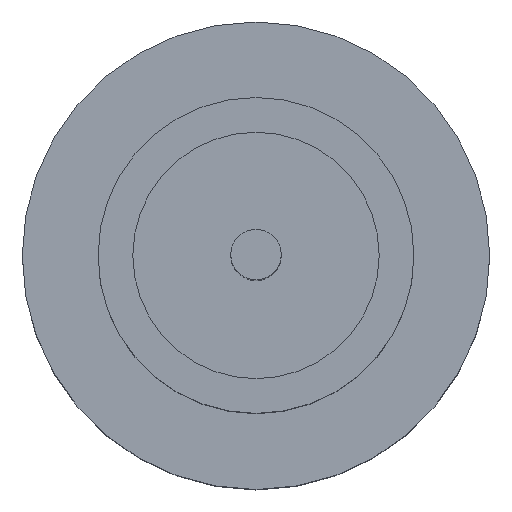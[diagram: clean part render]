
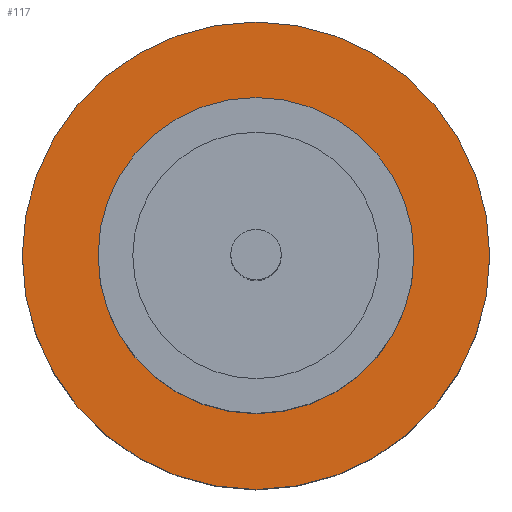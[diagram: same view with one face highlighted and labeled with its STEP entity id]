
A CAD part, top view. The second image highlights one B-rep face of the part: STEP entity #117.
In plain terms, the highlighted planar face has unit normal (0, 0, 1).
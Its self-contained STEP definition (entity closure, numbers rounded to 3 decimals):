
#117 = ADVANCED_FACE ( 'NONE', ( #566, #586 ), #170, .T. ) ;
#137 = AXIS2_PLACEMENT_3D ( 'NONE', #155, #271, #738 ) ;
#154 = ORIENTED_EDGE ( 'NONE', *, *, #321, .T. ) ;
#155 = CARTESIAN_POINT ( 'NONE',  ( 0., 0., 1.55 ) ) ;
#160 = DIRECTION ( 'NONE',  ( 0., 0., 1. ) ) ;
#170 = PLANE ( 'NONE',  #621 ) ;
#173 = CARTESIAN_POINT ( 'NONE',  ( 1.85, 0., 1.55 ) ) ;
#193 = EDGE_LOOP ( 'NONE', ( #678, #154 ) ) ;
#203 = AXIS2_PLACEMENT_3D ( 'NONE', #855, #320, #536 ) ;
#209 = ORIENTED_EDGE ( 'NONE', *, *, #759, .F. ) ;
#234 = EDGE_CURVE ( 'NONE', #364, #761, #848, .T. ) ;
#244 = CARTESIAN_POINT ( 'NONE',  ( 0., 0., 1.55 ) ) ;
#260 = AXIS2_PLACEMENT_3D ( 'NONE', #705, #366, #667 ) ;
#271 = DIRECTION ( 'NONE',  ( 0., 0., 1. ) ) ;
#290 = EDGE_CURVE ( 'NONE', #852, #712, #698, .T. ) ;
#304 = DIRECTION ( 'NONE',  ( 1., 0., 0. ) ) ;
#320 = DIRECTION ( 'NONE',  ( 0., 0., 1. ) ) ;
#321 = EDGE_CURVE ( 'NONE', #761, #364, #768, .T. ) ;
#364 = VERTEX_POINT ( 'NONE', #803 ) ;
#366 = DIRECTION ( 'NONE',  ( 0., 0., 1. ) ) ;
#452 = EDGE_LOOP ( 'NONE', ( #209, #840 ) ) ;
#489 = CARTESIAN_POINT ( 'NONE',  ( 0., 0., 1.55 ) ) ;
#491 = DIRECTION ( 'NONE',  ( 1., 0., 0. ) ) ;
#514 = CARTESIAN_POINT ( 'NONE',  ( 1.25, 0., 1.55 ) ) ;
#536 = DIRECTION ( 'NONE',  ( 1., 0., 0. ) ) ;
#566 = FACE_BOUND ( 'NONE', #452, .T. ) ;
#571 = DIRECTION ( 'NONE',  ( 0., 0., 1. ) ) ;
#574 = CIRCLE ( 'NONE', #596, 1.25 ) ;
#586 = FACE_OUTER_BOUND ( 'NONE', #193, .T. ) ;
#596 = AXIS2_PLACEMENT_3D ( 'NONE', #244, #571, #304 ) ;
#619 = CARTESIAN_POINT ( 'NONE',  ( -1.25, 0., 1.55 ) ) ;
#621 = AXIS2_PLACEMENT_3D ( 'NONE', #489, #160, #491 ) ;
#667 = DIRECTION ( 'NONE',  ( 1., 0., 0. ) ) ;
#678 = ORIENTED_EDGE ( 'NONE', *, *, #234, .T. ) ;
#698 = CIRCLE ( 'NONE', #137, 1.25 ) ;
#705 = CARTESIAN_POINT ( 'NONE',  ( 0., 0., 1.55 ) ) ;
#712 = VERTEX_POINT ( 'NONE', #514 ) ;
#738 = DIRECTION ( 'NONE',  ( 1., 0., 0. ) ) ;
#759 = EDGE_CURVE ( 'NONE', #712, #852, #574, .T. ) ;
#761 = VERTEX_POINT ( 'NONE', #173 ) ;
#768 = CIRCLE ( 'NONE', #260, 1.85 ) ;
#803 = CARTESIAN_POINT ( 'NONE',  ( -1.85, 0., 1.55 ) ) ;
#840 = ORIENTED_EDGE ( 'NONE', *, *, #290, .F. ) ;
#848 = CIRCLE ( 'NONE', #203, 1.85 ) ;
#852 = VERTEX_POINT ( 'NONE', #619 ) ;
#855 = CARTESIAN_POINT ( 'NONE',  ( 0., 0., 1.55 ) ) ;
